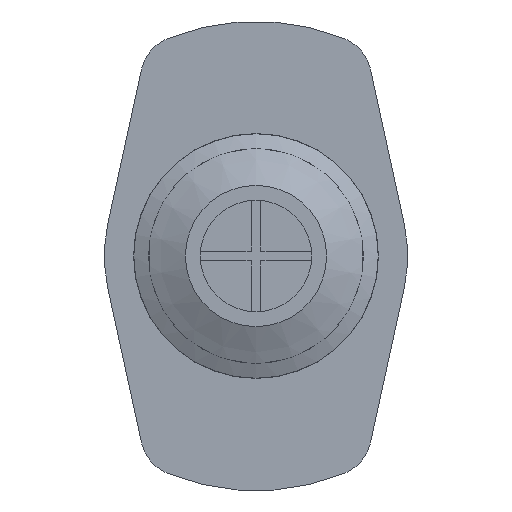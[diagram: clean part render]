
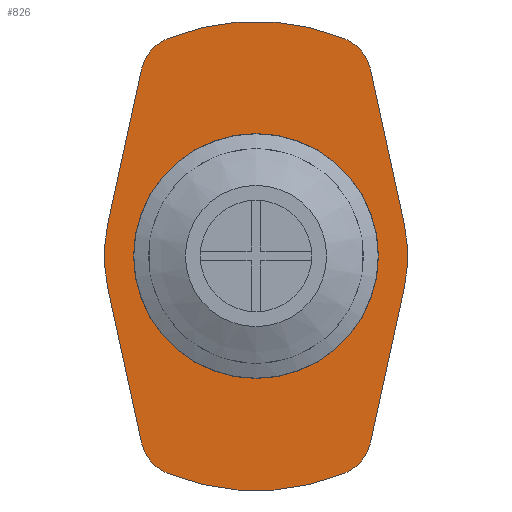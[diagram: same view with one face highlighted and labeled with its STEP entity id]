
A CAD part, left-side view. The second image highlights one B-rep face of the part: STEP entity #826.
In plain terms, the highlighted planar face has unit normal (-1, 0, 0).
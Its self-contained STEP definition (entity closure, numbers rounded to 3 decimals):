
#35=CIRCLE('',#896,8.235);
#38=CIRCLE('',#902,10.2);
#40=CIRCLE('',#906,15.785);
#42=CIRCLE('',#910,10.2);
#45=CIRCLE('',#915,15.785);
#50=CIRCLE('',#922,3.);
#51=CIRCLE('',#923,3.);
#52=CIRCLE('',#924,3.);
#53=CIRCLE('',#925,3.);
#237=ORIENTED_EDGE('',*,*,#345,.T.);
#238=ORIENTED_EDGE('',*,*,#364,.T.);
#239=ORIENTED_EDGE('',*,*,#380,.T.);
#240=ORIENTED_EDGE('',*,*,#358,.F.);
#241=ORIENTED_EDGE('',*,*,#381,.T.);
#242=ORIENTED_EDGE('',*,*,#355,.F.);
#243=ORIENTED_EDGE('',*,*,#352,.F.);
#244=ORIENTED_EDGE('',*,*,#350,.T.);
#245=ORIENTED_EDGE('',*,*,#382,.T.);
#246=ORIENTED_EDGE('',*,*,#374,.F.);
#247=ORIENTED_EDGE('',*,*,#383,.T.);
#248=ORIENTED_EDGE('',*,*,#369,.F.);
#249=ORIENTED_EDGE('',*,*,#366,.F.);
#345=EDGE_CURVE('',#435,#435,#35,.T.);
#350=EDGE_CURVE('',#441,#440,#530,.T.);
#352=EDGE_CURVE('',#441,#442,#38,.T.);
#355=EDGE_CURVE('',#442,#444,#533,.T.);
#358=EDGE_CURVE('',#446,#447,#40,.T.);
#364=EDGE_CURVE('',#453,#452,#540,.T.);
#366=EDGE_CURVE('',#453,#454,#42,.T.);
#369=EDGE_CURVE('',#454,#456,#543,.T.);
#374=EDGE_CURVE('',#460,#461,#45,.T.);
#380=EDGE_CURVE('',#452,#447,#50,.F.);
#381=EDGE_CURVE('',#446,#444,#51,.F.);
#382=EDGE_CURVE('',#440,#461,#52,.F.);
#383=EDGE_CURVE('',#460,#456,#53,.F.);
#435=VERTEX_POINT('',#1325);
#440=VERTEX_POINT('',#1336);
#441=VERTEX_POINT('',#1338);
#442=VERTEX_POINT('',#1342);
#444=VERTEX_POINT('',#1348);
#446=VERTEX_POINT('',#1354);
#447=VERTEX_POINT('',#1355);
#452=VERTEX_POINT('',#1366);
#453=VERTEX_POINT('',#1368);
#454=VERTEX_POINT('',#1372);
#456=VERTEX_POINT('',#1378);
#460=VERTEX_POINT('',#1387);
#461=VERTEX_POINT('',#1389);
#530=LINE('',#1337,#610);
#533=LINE('',#1347,#613);
#540=LINE('',#1367,#620);
#543=LINE('',#1377,#623);
#610=VECTOR('',#1083,1000.);
#613=VECTOR('',#1094,1000.);
#620=VECTOR('',#1109,1000.);
#623=VECTOR('',#1120,1000.);
#672=EDGE_LOOP('',(#237));
#673=EDGE_LOOP('',(#238,#239,#240,#241,#242,#243,#244,#245,#246,#247,#248,
#249));
#736=FACE_BOUND('',#672,.T.);
#737=FACE_BOUND('',#673,.T.);
#786=PLANE('',#921);
#826=ADVANCED_FACE('',(#736,#737),#786,.F.);
#896=AXIS2_PLACEMENT_3D('',#1324,#1071,#1072);
#902=AXIS2_PLACEMENT_3D('',#1341,#1087,#1088);
#906=AXIS2_PLACEMENT_3D('',#1353,#1099,#1100);
#910=AXIS2_PLACEMENT_3D('',#1371,#1113,#1114);
#915=AXIS2_PLACEMENT_3D('',#1388,#1128,#1129);
#921=AXIS2_PLACEMENT_3D('',#1396,#1141,#1142);
#922=AXIS2_PLACEMENT_3D('',#1397,#1143,#1144);
#923=AXIS2_PLACEMENT_3D('',#1398,#1145,#1146);
#924=AXIS2_PLACEMENT_3D('',#1399,#1147,#1148);
#925=AXIS2_PLACEMENT_3D('',#1400,#1149,#1150);
#1071=DIRECTION('',(1.,0.,0.));
#1072=DIRECTION('',(0.,0.,-1.));
#1083=DIRECTION('',(0.,0.213,0.977));
#1087=DIRECTION('',(1.,0.,0.));
#1088=DIRECTION('',(0.,0.,-1.));
#1094=DIRECTION('',(0.,0.213,-0.977));
#1099=DIRECTION('',(1.,0.,0.));
#1100=DIRECTION('',(0.,0.,-1.));
#1109=DIRECTION('',(0.,-0.213,-0.977));
#1113=DIRECTION('',(1.,0.,0.));
#1114=DIRECTION('',(0.,0.,-1.));
#1120=DIRECTION('',(0.,-0.213,0.977));
#1128=DIRECTION('',(1.,0.,0.));
#1129=DIRECTION('',(0.,0.,-1.));
#1141=DIRECTION('',(1.,0.,0.));
#1142=DIRECTION('',(0.,1.,0.));
#1143=DIRECTION('',(1.,0.,0.));
#1144=DIRECTION('',(0.,0.,-1.));
#1145=DIRECTION('',(1.,0.,0.));
#1146=DIRECTION('',(0.,0.,-1.));
#1147=DIRECTION('',(1.,0.,0.));
#1148=DIRECTION('',(0.,0.,-1.));
#1149=DIRECTION('',(1.,0.,0.));
#1150=DIRECTION('',(0.,0.,-1.));
#1324=CARTESIAN_POINT('',(81.66,0.,0.));
#1325=CARTESIAN_POINT('',(81.66,0.,-8.235));
#1336=CARTESIAN_POINT('',(81.66,-7.716,12.495));
#1337=CARTESIAN_POINT('',(81.66,-8.683,8.058));
#1338=CARTESIAN_POINT('',(81.66,-9.966,2.173));
#1341=CARTESIAN_POINT('',(81.66,0.,0.));
#1342=CARTESIAN_POINT('',(81.66,-9.966,-2.173));
#1347=CARTESIAN_POINT('',(81.66,-8.683,-8.058));
#1348=CARTESIAN_POINT('',(81.66,-7.716,-12.495));
#1353=CARTESIAN_POINT('',(81.66,0.,0.));
#1354=CARTESIAN_POINT('',(81.66,-5.907,-14.638));
#1355=CARTESIAN_POINT('',(81.66,5.907,-14.638));
#1366=CARTESIAN_POINT('',(81.66,7.716,-12.495));
#1367=CARTESIAN_POINT('',(81.66,8.683,-8.058));
#1368=CARTESIAN_POINT('',(81.66,9.966,-2.173));
#1371=CARTESIAN_POINT('',(81.66,0.,0.));
#1372=CARTESIAN_POINT('',(81.66,9.966,2.173));
#1377=CARTESIAN_POINT('',(81.66,8.683,8.058));
#1378=CARTESIAN_POINT('',(81.66,7.716,12.495));
#1387=CARTESIAN_POINT('',(81.66,5.907,14.638));
#1388=CARTESIAN_POINT('',(81.66,0.,0.));
#1389=CARTESIAN_POINT('',(81.66,-5.907,14.638));
#1396=CARTESIAN_POINT('',(81.66,0.,0.));
#1397=CARTESIAN_POINT('',(81.66,4.784,-11.856));
#1398=CARTESIAN_POINT('',(81.66,-4.784,-11.856));
#1399=CARTESIAN_POINT('',(81.66,-4.784,11.856));
#1400=CARTESIAN_POINT('',(81.66,4.784,11.856));
